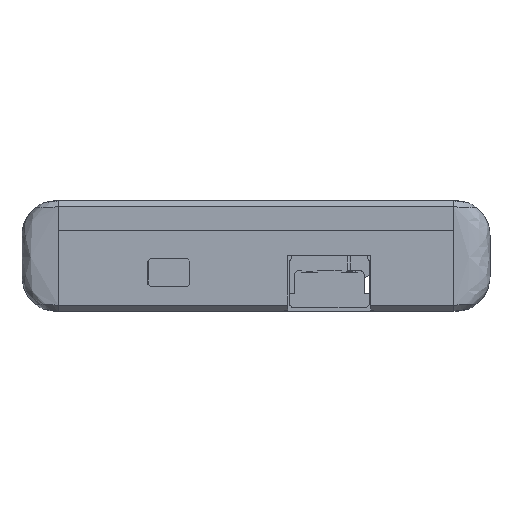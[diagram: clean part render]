
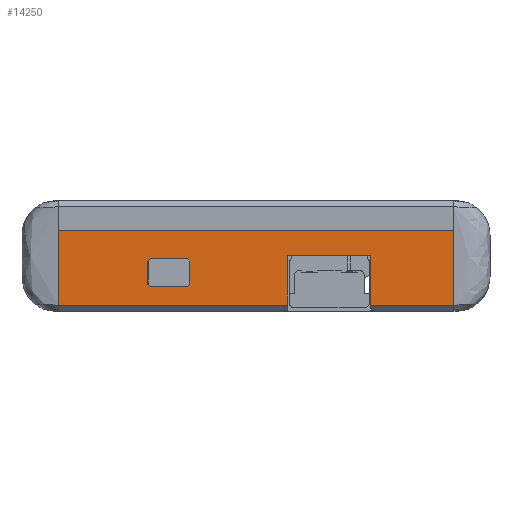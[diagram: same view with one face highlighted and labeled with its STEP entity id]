
A CAD part, front view. The second image highlights one B-rep face of the part: STEP entity #14250.
In plain terms, the highlighted planar face has unit normal (0, -1, 0).
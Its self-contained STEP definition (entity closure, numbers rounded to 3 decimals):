
#180=FACE_BOUND('',#1925,.T.);
#482=PLANE('',#15413);
#1133=FACE_OUTER_BOUND('',#1924,.T.);
#1924=EDGE_LOOP('',(#11907,#11908,#11909,#11910,#11911,#11912,#11913,#11914));
#1925=EDGE_LOOP('',(#11915,#11916,#11917,#11918,#11919,#11920,#11921,#11922));
#3217=LINE('',#22621,#4741);
#3251=LINE('',#22711,#4775);
#3256=LINE('',#22721,#4780);
#3257=LINE('',#22722,#4781);
#3258=LINE('',#22724,#4782);
#3259=LINE('',#22726,#4783);
#3260=LINE('',#22728,#4784);
#3261=LINE('',#22729,#4785);
#3262=LINE('',#22732,#4786);
#3263=LINE('',#22734,#4787);
#3264=LINE('',#22736,#4788);
#3265=LINE('',#22738,#4789);
#3266=LINE('',#22740,#4790);
#3267=LINE('',#22742,#4791);
#3268=LINE('',#22744,#4792);
#3269=LINE('',#22745,#4793);
#4741=VECTOR('',#18414,10.);
#4775=VECTOR('',#18502,10.);
#4780=VECTOR('',#18509,10.);
#4781=VECTOR('',#18510,10.);
#4782=VECTOR('',#18511,10.);
#4783=VECTOR('',#18512,10.);
#4784=VECTOR('',#18513,10.);
#4785=VECTOR('',#18514,10.);
#4786=VECTOR('',#18515,10.);
#4787=VECTOR('',#18516,10.);
#4788=VECTOR('',#18517,10.);
#4789=VECTOR('',#18518,10.);
#4790=VECTOR('',#18519,10.);
#4791=VECTOR('',#18520,10.);
#4792=VECTOR('',#18521,10.);
#4793=VECTOR('',#18522,10.);
#6776=VERTEX_POINT('',#22618);
#6777=VERTEX_POINT('',#22620);
#6805=VERTEX_POINT('',#22708);
#6806=VERTEX_POINT('',#22710);
#6810=VERTEX_POINT('',#22720);
#6811=VERTEX_POINT('',#22723);
#6812=VERTEX_POINT('',#22725);
#6813=VERTEX_POINT('',#22727);
#6814=VERTEX_POINT('',#22730);
#6815=VERTEX_POINT('',#22731);
#6816=VERTEX_POINT('',#22733);
#6817=VERTEX_POINT('',#22735);
#6818=VERTEX_POINT('',#22737);
#6819=VERTEX_POINT('',#22739);
#6820=VERTEX_POINT('',#22741);
#6821=VERTEX_POINT('',#22743);
#8586=EDGE_CURVE('',#6777,#6776,#3217,.T.);
#8628=EDGE_CURVE('',#6805,#6806,#3251,.T.);
#8633=EDGE_CURVE('',#6810,#6805,#3256,.T.);
#8634=EDGE_CURVE('',#6777,#6810,#3257,.T.);
#8635=EDGE_CURVE('',#6811,#6776,#3258,.T.);
#8636=EDGE_CURVE('',#6811,#6812,#3259,.T.);
#8637=EDGE_CURVE('',#6812,#6813,#3260,.F.);
#8638=EDGE_CURVE('',#6813,#6806,#3261,.T.);
#8639=EDGE_CURVE('',#6814,#6815,#3262,.T.);
#8640=EDGE_CURVE('',#6816,#6815,#3263,.T.);
#8641=EDGE_CURVE('',#6816,#6817,#3264,.T.);
#8642=EDGE_CURVE('',#6818,#6817,#3265,.T.);
#8643=EDGE_CURVE('',#6818,#6819,#3266,.T.);
#8644=EDGE_CURVE('',#6820,#6819,#3267,.T.);
#8645=EDGE_CURVE('',#6820,#6821,#3268,.T.);
#8646=EDGE_CURVE('',#6814,#6821,#3269,.T.);
#11907=ORIENTED_EDGE('',*,*,#8628,.F.);
#11908=ORIENTED_EDGE('',*,*,#8633,.F.);
#11909=ORIENTED_EDGE('',*,*,#8634,.F.);
#11910=ORIENTED_EDGE('',*,*,#8586,.T.);
#11911=ORIENTED_EDGE('',*,*,#8635,.F.);
#11912=ORIENTED_EDGE('',*,*,#8636,.T.);
#11913=ORIENTED_EDGE('',*,*,#8637,.T.);
#11914=ORIENTED_EDGE('',*,*,#8638,.T.);
#11915=ORIENTED_EDGE('',*,*,#8639,.T.);
#11916=ORIENTED_EDGE('',*,*,#8640,.F.);
#11917=ORIENTED_EDGE('',*,*,#8641,.T.);
#11918=ORIENTED_EDGE('',*,*,#8642,.F.);
#11919=ORIENTED_EDGE('',*,*,#8643,.T.);
#11920=ORIENTED_EDGE('',*,*,#8644,.F.);
#11921=ORIENTED_EDGE('',*,*,#8645,.T.);
#11922=ORIENTED_EDGE('',*,*,#8646,.F.);
#14250=ADVANCED_FACE('',(#1133,#180),#482,.T.);
#15413=AXIS2_PLACEMENT_3D('',#22719,#18507,#18508);
#18414=DIRECTION('',(0.,0.,-1.));
#18502=DIRECTION('',(-1.,0.,0.));
#18507=DIRECTION('center_axis',(0.,-1.,0.));
#18508=DIRECTION('ref_axis',(-1.,0.,0.));
#18509=DIRECTION('',(0.,0.,-1.));
#18510=DIRECTION('',(1.,0.,0.));
#18511=DIRECTION('',(-1.,0.,0.));
#18512=DIRECTION('',(0.,0.,1.));
#18513=DIRECTION('',(-1.,0.,0.));
#18514=DIRECTION('',(0.,0.,-1.));
#18515=DIRECTION('',(0.,0.,1.));
#18516=DIRECTION('',(-0.707,0.,-0.707));
#18517=DIRECTION('',(1.,0.,0.));
#18518=DIRECTION('',(-0.707,0.,0.707));
#18519=DIRECTION('',(0.,0.,-1.));
#18520=DIRECTION('',(0.707,0.,0.707));
#18521=DIRECTION('',(-1.,0.,0.));
#18522=DIRECTION('',(0.707,0.,-0.707));
#22618=CARTESIAN_POINT('',(-9.735,-87.312,-16.387));
#22620=CARTESIAN_POINT('',(-9.735,-87.312,8.331));
#22621=CARTESIAN_POINT('',(-9.735,-87.312,8.331));
#22708=CARTESIAN_POINT('',(121.616,-87.312,-16.387));
#22710=CARTESIAN_POINT('',(94.054,-87.312,-16.387));
#22711=CARTESIAN_POINT('',(88.779,-87.312,-16.387));
#22719=CARTESIAN_POINT('Origin',(121.616,-87.312,8.331));
#22720=CARTESIAN_POINT('',(121.616,-87.312,8.331));
#22721=CARTESIAN_POINT('',(121.616,-87.312,8.331));
#22722=CARTESIAN_POINT('',(88.779,-87.312,8.331));
#22723=CARTESIAN_POINT('',(66.546,-87.312,-16.387));
#22724=CARTESIAN_POINT('',(88.779,-87.312,-16.387));
#22725=CARTESIAN_POINT('',(66.546,-87.312,0.15));
#22726=CARTESIAN_POINT('',(66.546,-87.312,-5.028));
#22727=CARTESIAN_POINT('',(94.054,-87.312,0.15));
#22728=CARTESIAN_POINT('',(100.958,-87.312,0.15));
#22729=CARTESIAN_POINT('',(94.054,-87.312,-5.028));
#22730=CARTESIAN_POINT('',(20.059,-87.312,-9.45));
#22731=CARTESIAN_POINT('',(20.059,-87.312,-1.75));
#22732=CARTESIAN_POINT('',(20.059,-87.312,-0.935));
#22733=CARTESIAN_POINT('',(20.809,-87.312,-1.));
#22734=CARTESIAN_POINT('',(48.156,-87.312,26.347));
#22735=CARTESIAN_POINT('',(33.209,-87.312,-1.));
#22736=CARTESIAN_POINT('',(70.838,-87.312,-1.));
#22737=CARTESIAN_POINT('',(33.959,-87.312,-1.75));
#22738=CARTESIAN_POINT('',(53.165,-87.312,-20.957));
#22739=CARTESIAN_POINT('',(33.959,-87.312,-9.45));
#22740=CARTESIAN_POINT('',(33.959,-87.312,3.665));
#22741=CARTESIAN_POINT('',(33.209,-87.312,-10.2));
#22742=CARTESIAN_POINT('',(60.131,-87.312,16.722));
#22743=CARTESIAN_POINT('',(20.809,-87.312,-10.2));
#22744=CARTESIAN_POINT('',(77.788,-87.312,-10.2));
#22745=CARTESIAN_POINT('',(41.19,-87.312,-30.582));
